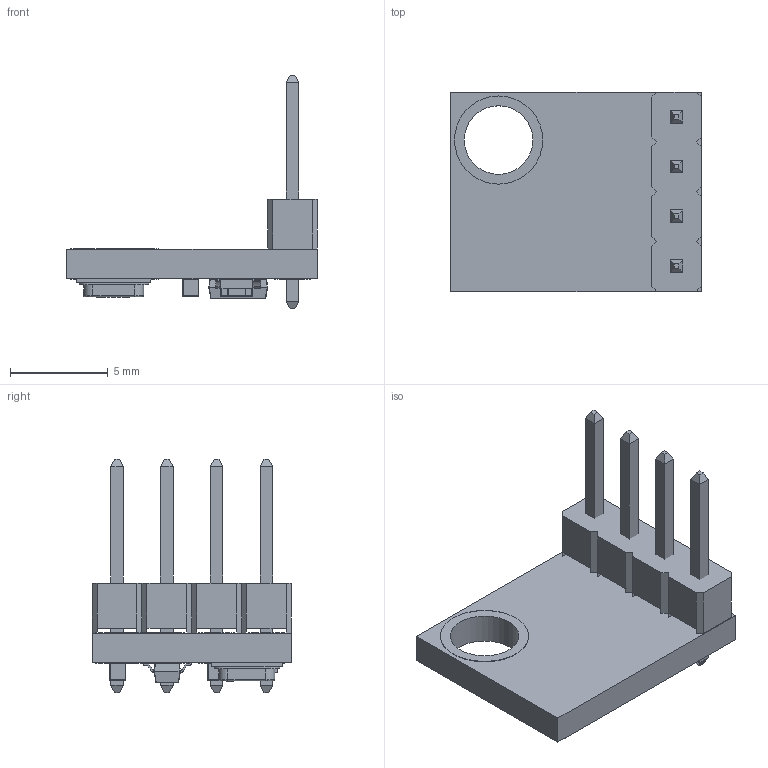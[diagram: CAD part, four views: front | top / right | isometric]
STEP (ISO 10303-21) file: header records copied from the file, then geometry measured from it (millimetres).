
FILE_DESCRIPTION(/* description */ (''),/* implementation_level */ '2;1');
FILE_NAME(/* name */ 'BMP180 Breakout.step',/* time_stamp */ '2020-10-04T16:59:58+02:00',/* author */ (''),/* organization */ (''),/* preprocessor_version */ 'ST-DEVELOPER v18.1',/* originating_system */ 'Autodesk Translation Framework v9.3.0.1241',/* authorisation */ '');
FILE_SCHEMA (('AUTOMOTIVE_DESIGN { 1 0 10303 214 3 1 1 }'));
Length unit declared in the file: millimetre
Products named in the file (8): BMP180 Breakout; Components; PinHeader; SOT23SMD v1; BMP180 v1; BMP180; r-smd-0603; c-smd-0603
Assembly tree (10 placements, depth 4):
  BMP180 Breakout
    Components
      r-smd-0603  x2
      c-smd-0603  x3
      PinHeader
      SOT23SMD v1
      BMP180 v1
        BMP180
Bounding box: 12.8 x 10.2 x 11.94 mm (x, y, z)
Volume: 271.3 mm3; surface area: 670.7 mm2
Topology: 16 solids, 16 shells, 2008 faces, 5384 edges, 3462 vertices
Faces by surface type: plane 1560, bspline 239, cylinder 157, sphere 48, torus 4
Full cylindrical faces by diameter (mm): 0.5 x1, 1.2 x4, 1.8 x8, 3.5 x1, 4.5 x2
Entity records: 35052 total; most frequent: CARTESIAN_POINT 10306, ORIENTED_EDGE 5284, DIRECTION 4458, EDGE_CURVE 2642, LINE 2190, VECTOR 2190, VERTEX_POINT 1708, AXIS2_PLACEMENT_3D 1134
